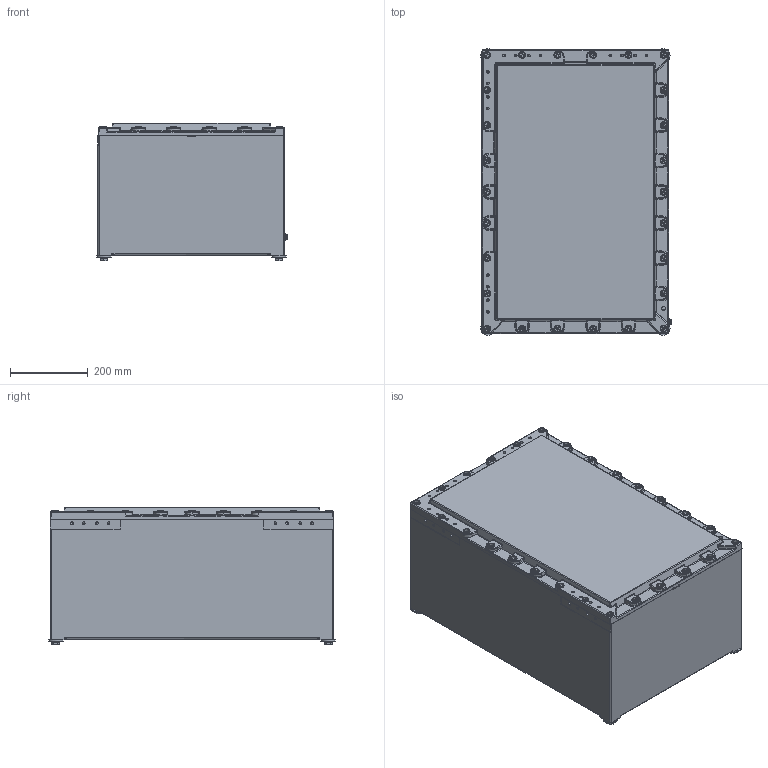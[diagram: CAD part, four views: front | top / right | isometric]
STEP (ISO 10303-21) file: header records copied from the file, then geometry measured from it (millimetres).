
FILE_DESCRIPTION (( 'STEP AP203' ), '1' );
FILE_NAME ('8264-_933-3__0.STEP', '2013-12-13T10:25:31', ( '' ), ( '' ), 'SwSTEP 2.0', 'SolidWorks 2013', '' );
FILE_SCHEMA (( 'CONFIG_CONTROL_DESIGN' ));
Length unit declared in the file: millimetre
Products named in the file (13): 506_712_0; 506_761_0; 500_635_0_Vereinfacht; 82_649_29_04_6_8264946043; 506_886_0; 82_649_24_05_6_8264946053; 506_548_0; 82_649_04_55_0; 502_812_0_Vereinfacht; 506_228_0; 8264-_933-3__0; 502_077_0; 502_606_0_Vereinfacht M10 x 30
Assembly tree (56 placements, depth 2):
  8264-_933-3__0
    82_649_29_04_6_8264946043
    82_649_24_05_6_8264946053
    82_649_04_55_0
    506_228_0  x6
    502_077_0  x6
    502_606_0_Vereinfacht M10 x 30  x26
    506_712_0  x4
    506_761_0  x4
    500_635_0_Vereinfacht  x4
    506_886_0
    506_548_0
    502_812_0_Vereinfacht
Bounding box: 490.4 x 737 x 354.1 mm (x, y, z)
Volume: 34751066.5 mm3; surface area: 3616093.6 mm2
Topology: 56 solids, 56 shells, 3962 faces, 9247 edges, 5286 vertices
Faces by surface type: cylinder 1261, plane 983, bspline 885, torus 402, cone 330, sphere 101
Entity records: 118933 total; most frequent: CARTESIAN_POINT 54375, ORIENTED_EDGE 13924, DIRECTION 12152, EDGE_CURVE 6962, AXIS2_PLACEMENT_3D 4973, VERTEX_POINT 4081, EDGE_LOOP 3187, FACE_OUTER_BOUND 3011
